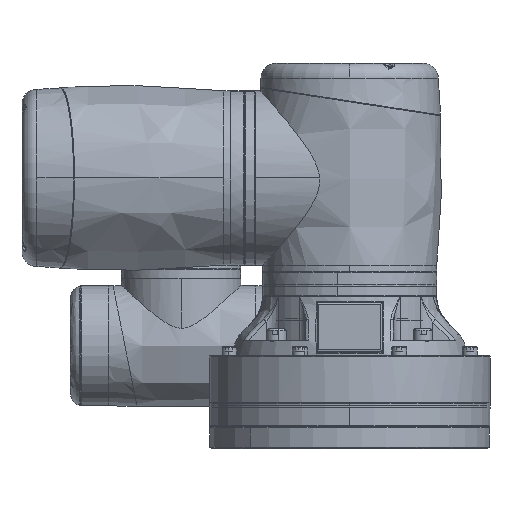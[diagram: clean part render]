
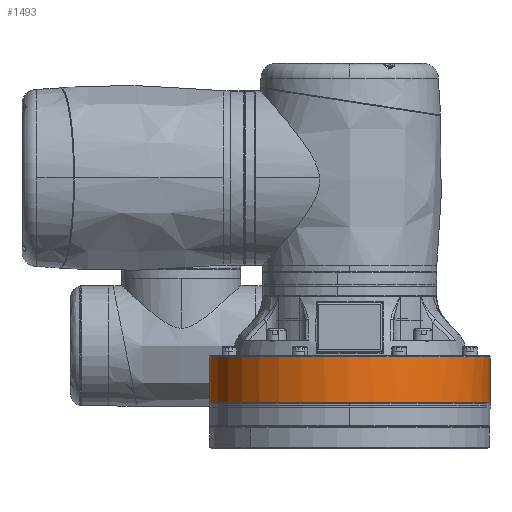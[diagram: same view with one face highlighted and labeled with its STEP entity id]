
A CAD part, left-side view. The second image highlights one B-rep face of the part: STEP entity #1493.
In plain terms, the highlighted cylindrical face has radius 95 mm (diameter 190 mm), a partial arc.
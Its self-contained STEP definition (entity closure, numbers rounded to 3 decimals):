
#1493 = ADVANCED_FACE ( 'NONE', ( #35943 ), #2158, .T. ) ;
#1844 = VECTOR ( 'NONE', #37901, 1000. ) ;
#2158 = CYLINDRICAL_SURFACE ( 'NONE', #62272, 95. ) ;
#6082 = AXIS2_PLACEMENT_3D ( 'NONE', #15503, #71326, #23521 ) ;
#6989 = CARTESIAN_POINT ( 'NONE',  ( 95., 0., -16.5 ) ) ;
#8453 = ORIENTED_EDGE ( 'NONE', *, *, #99769, .F. ) ;
#10550 = DIRECTION ( 'NONE',  ( 0., 0., -1. ) ) ;
#11306 = VERTEX_POINT ( 'NONE', #66882 ) ;
#13824 = EDGE_CURVE ( 'NONE', #89826, #31496, #24727, .T. ) ;
#13841 = CARTESIAN_POINT ( 'NONE',  ( -95., 0., -17.5 ) ) ;
#15503 = CARTESIAN_POINT ( 'NONE',  ( 0., 0., -16.5 ) ) ;
#15880 = CARTESIAN_POINT ( 'NONE',  ( 0., 0., 14.5 ) ) ;
#16741 = ORIENTED_EDGE ( 'NONE', *, *, #43577, .T. ) ;
#17178 = CARTESIAN_POINT ( 'NONE',  ( -95., 0., 14.5 ) ) ;
#22009 = AXIS2_PLACEMENT_3D ( 'NONE', #58396, #10550, #66408 ) ;
#23521 = DIRECTION ( 'NONE',  ( 0.008, -1., 0. ) ) ;
#23887 = DIRECTION ( 'NONE',  ( 1., 0., 0. ) ) ;
#24727 = LINE ( 'NONE', #71998, #67225 ) ;
#25596 = LINE ( 'NONE', #13841, #1844 ) ;
#31496 = VERTEX_POINT ( 'NONE', #84015 ) ;
#32650 = CARTESIAN_POINT ( 'NONE',  ( 0., 0., -17.5 ) ) ;
#35943 = FACE_OUTER_BOUND ( 'NONE', #59371, .T. ) ;
#37901 = DIRECTION ( 'NONE',  ( 0., 0., 1. ) ) ;
#43577 = EDGE_CURVE ( 'NONE', #57922, #31496, #50802, .T. ) ;
#47740 = ORIENTED_EDGE ( 'NONE', *, *, #94822, .T. ) ;
#50802 = CIRCLE ( 'NONE', #93807, 95. ) ;
#57922 = VERTEX_POINT ( 'NONE', #17178 ) ;
#58396 = CARTESIAN_POINT ( 'NONE',  ( 0., 0., -16.5 ) ) ;
#59371 = EDGE_LOOP ( 'NONE', ( #79074, #47740, #16741, #93538, #8453 ) ) ;
#60785 = CIRCLE ( 'NONE', #22009, 95. ) ;
#62272 = AXIS2_PLACEMENT_3D ( 'NONE', #32650, #64446, #80810 ) ;
#64446 = DIRECTION ( 'NONE',  ( 0., 0., 1. ) ) ;
#66408 = DIRECTION ( 'NONE',  ( 0.008, -1., 0. ) ) ;
#66882 = CARTESIAN_POINT ( 'NONE',  ( -0.771, 94.997, -16.5 ) ) ;
#67225 = VECTOR ( 'NONE', #103061, 1000. ) ;
#71326 = DIRECTION ( 'NONE',  ( 0., 0., -1. ) ) ;
#71691 = DIRECTION ( 'NONE',  ( 0., 0., -1. ) ) ;
#71998 = CARTESIAN_POINT ( 'NONE',  ( 95., 0., -17.5 ) ) ;
#75008 = CARTESIAN_POINT ( 'NONE',  ( -95., 0., -16.5 ) ) ;
#79074 = ORIENTED_EDGE ( 'NONE', *, *, #89462, .F. ) ;
#80810 = DIRECTION ( 'NONE',  ( 1., 0., 0. ) ) ;
#84015 = CARTESIAN_POINT ( 'NONE',  ( 95., 0., 14.5 ) ) ;
#89462 = EDGE_CURVE ( 'NONE', #96286, #11306, #60785, .T. ) ;
#89826 = VERTEX_POINT ( 'NONE', #6989 ) ;
#93538 = ORIENTED_EDGE ( 'NONE', *, *, #13824, .F. ) ;
#93807 = AXIS2_PLACEMENT_3D ( 'NONE', #15880, #71691, #23887 ) ;
#94822 = EDGE_CURVE ( 'NONE', #96286, #57922, #25596, .T. ) ;
#95870 = CIRCLE ( 'NONE', #6082, 95. ) ;
#96286 = VERTEX_POINT ( 'NONE', #75008 ) ;
#99769 = EDGE_CURVE ( 'NONE', #11306, #89826, #95870, .T. ) ;
#103061 = DIRECTION ( 'NONE',  ( 0., 0., 1. ) ) ;
